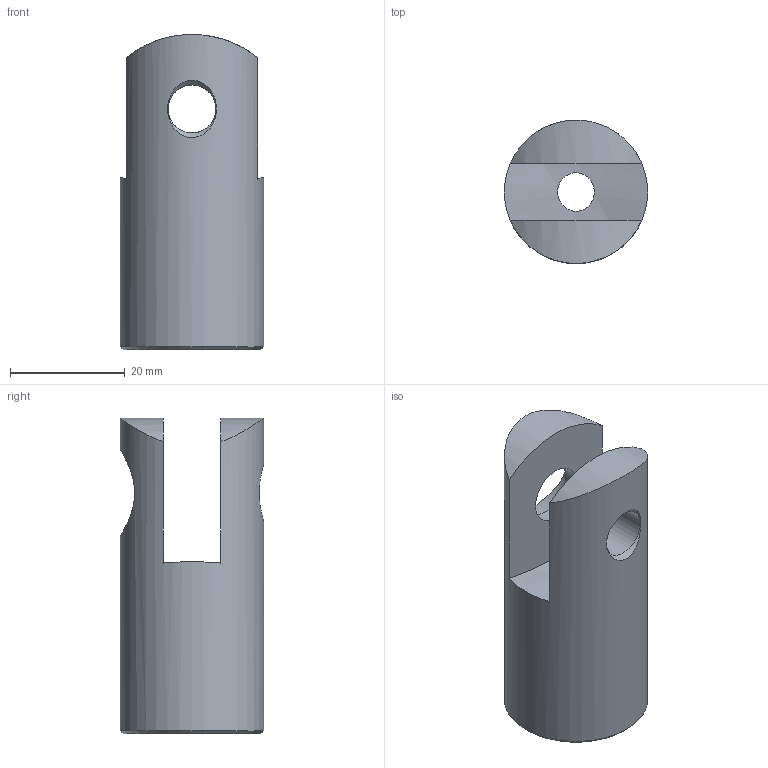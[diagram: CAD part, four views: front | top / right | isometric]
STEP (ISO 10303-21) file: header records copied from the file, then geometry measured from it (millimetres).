
FILE_DESCRIPTION(/* description */ ('Unknown'),/* implementation_level */ '2;1');
FILE_NAME(/* name */ 'SA8300E-2B_1',/* time_stamp */ '2016-12-19T08:56:50+01:00',/* author */ ('Unknown'),/* organization */ ('Unknown'),/* preprocessor_version */ 'ST-DEVELOPER v16.7',/* originating_system */ 'DEX',/* authorisation */ $);
FILE_SCHEMA (('AUTOMOTIVE_DESIGN {1 0 10303 214 3 1 1}'));
Length unit declared in the file: millimetre
Products named in the file (1): SA8300E-2B_1
Bounding box: 25 x 25 x 55 mm (x, y, z)
Volume: 17502.4 mm3; surface area: 6654.1 mm2
Topology: 1 solids, 1 shells, 16 faces, 40 edges, 27 vertices
Faces by surface type: cylinder 9, plane 4, cone 3
Full cylindrical faces by diameter (mm): 8.376 x3, 10 x1, 15 x1, 25 x1
Entity records: 600 total; most frequent: CARTESIAN_POINT 142, DIRECTION 66, ORIENTED_EDGE 50, EDGE_LOOP 32, FACE_BOUND 32, AXIS2_PLACEMENT_3D 31, EDGE_CURVE 25, VERTEX_POINT 21
